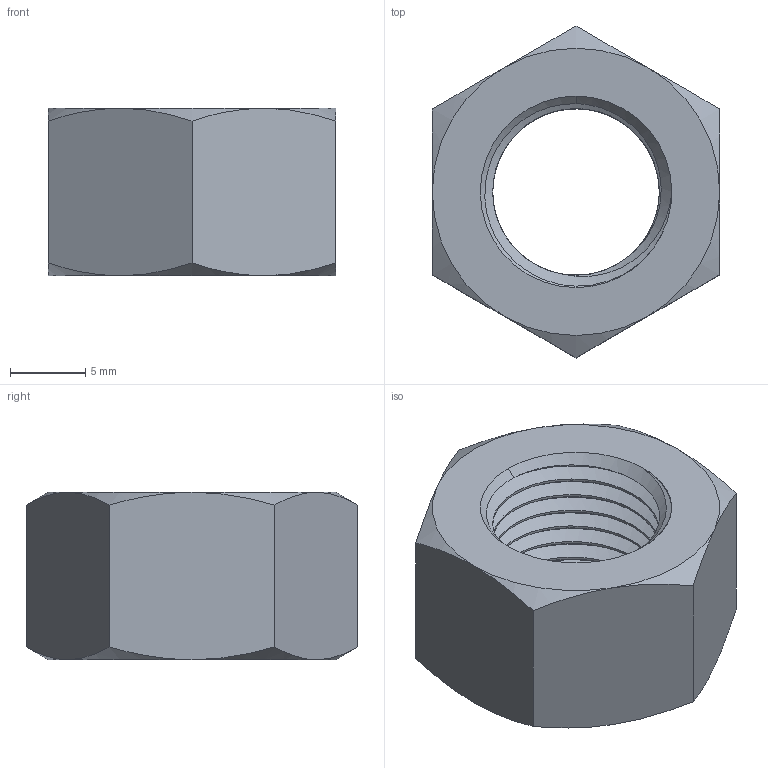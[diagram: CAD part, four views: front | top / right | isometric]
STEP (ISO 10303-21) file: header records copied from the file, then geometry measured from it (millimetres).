
FILE_DESCRIPTION (( 'STEP AP203' ), '1' );
FILE_NAME ('93827A249.step', '2015-01-09T22:13:27', ( '' ), ( '' ), 'SwSTEP 2.0', 'SolidWorks 2010', '' );
FILE_SCHEMA (( 'CONFIG_CONTROL_DESIGN' ));
Length unit declared in the file: inch
Products named in the file (1): 93827A249
Bounding box: 19.05 x 22 x 11.11 mm (x, y, z)
Volume: 2234.1 mm3; surface area: 1797 mm2
Topology: 1 solids, 1 shells, 48 faces, 122 edges, 76 vertices
Faces by surface type: cone 19, cylinder 18, plane 8, bspline 3
Entity records: 3208 total; most frequent: CARTESIAN_POINT 2155, ORIENTED_EDGE 244, DIRECTION 158, EDGE_CURVE 122, VERTEX_POINT 76, AXIS2_PLACEMENT_3D 65, EDGE_LOOP 50, FACE_OUTER_BOUND 48
